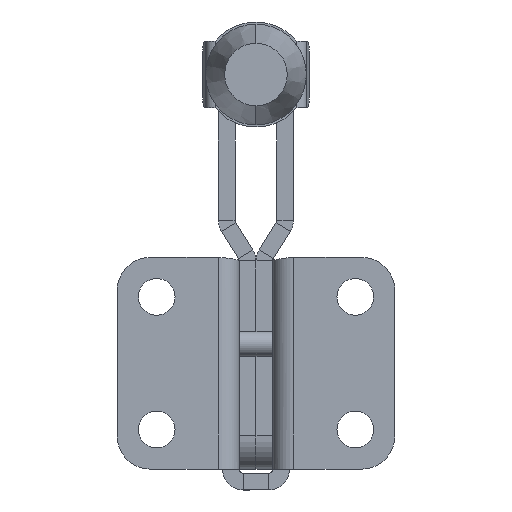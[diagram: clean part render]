
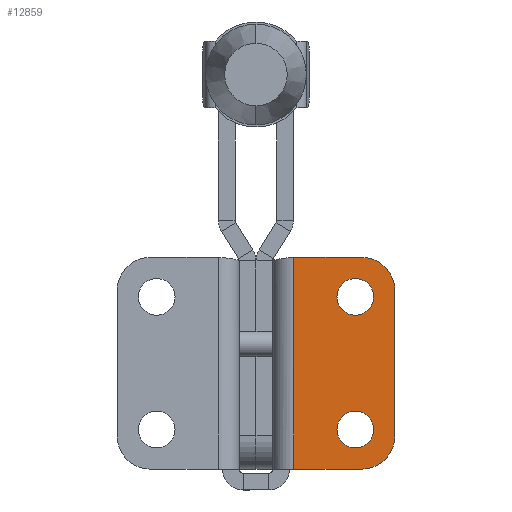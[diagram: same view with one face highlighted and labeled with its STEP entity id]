
A CAD part, front view. The second image highlights one B-rep face of the part: STEP entity #12859.
In plain terms, the highlighted planar face has unit normal (0, -1, 0).
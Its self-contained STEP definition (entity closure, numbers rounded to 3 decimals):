
#571 = EDGE_CURVE ( 'NONE', #26278, #11074, #27178, .T. ) ;
#575 = EDGE_CURVE ( 'NONE', #26274, #10896, #27186, .T. ) ;
#1499 = CARTESIAN_POINT ( 'NONE',  ( 4.5, -2., 0. ) ) ;
#1643 = CARTESIAN_POINT ( 'NONE',  ( 16.65, -2., 4. ) ) ;
#1653 = CARTESIAN_POINT ( 'NONE',  ( 14.1, -2., 4.75 ) ) ;
#1701 = CARTESIAN_POINT ( 'NONE',  ( 16.65, -2., 21.4 ) ) ;
#2410 = CARTESIAN_POINT ( 'NONE',  ( 12.65, -2., 0. ) ) ;
#2424 = CARTESIAN_POINT ( 'NONE',  ( 12.65, -2., 25.4 ) ) ;
#2461 = CARTESIAN_POINT ( 'NONE',  ( 4.5, -2., 25.4 ) ) ;
#2489 = CARTESIAN_POINT ( 'NONE',  ( 14.1, -2., 20.65 ) ) ;
#2612 = EDGE_CURVE ( 'NONE', #10989, #10922, #27333, .T. ) ;
#2614 = EDGE_CURVE ( 'NONE', #11074, #26278, #27336, .T. ) ;
#2615 = EDGE_CURVE ( 'NONE', #10896, #26274, #27338, .T. ) ;
#2616 = EDGE_CURVE ( 'NONE', #10989, #10970, #27339, .T. ) ;
#2617 = EDGE_CURVE ( 'NONE', #10970, #11085, #27334, .T. ) ;
#2618 = EDGE_CURVE ( 'NONE', #11085, #11023, #27342, .T. ) ;
#2619 = EDGE_CURVE ( 'NONE', #11023, #10975, #27343, .T. ) ;
#2620 = EDGE_CURVE ( 'NONE', #10975, #10922, #27345, .T. ) ;
#7655 = DIRECTION ( 'NONE',  ( 0., 1., 0. ) ) ;
#7660 = CARTESIAN_POINT ( 'NONE',  ( 12.65, -2., 21.4 ) ) ;
#7662 = PLANE ( 'NONE',  #17708 ) ;
#7664 = DIRECTION ( 'NONE',  ( -1., 0., 0. ) ) ;
#9580 = DIRECTION ( 'NONE',  ( 0., -1., 0. ) ) ;
#9581 = DIRECTION ( 'NONE',  ( -1., 0., 0. ) ) ;
#9584 = CARTESIAN_POINT ( 'NONE',  ( 12.65, -2., 21.4 ) ) ;
#9585 = DIRECTION ( 'NONE',  ( 0., -1., 0. ) ) ;
#9590 = DIRECTION ( 'NONE',  ( -1., 0., 0. ) ) ;
#9591 = CARTESIAN_POINT ( 'NONE',  ( 4., -2., 25.4 ) ) ;
#9595 = DIRECTION ( 'NONE',  ( -1., 0., 0. ) ) ;
#9596 = CARTESIAN_POINT ( 'NONE',  ( 16.65, -2., 21.4 ) ) ;
#9598 = DIRECTION ( 'NONE',  ( 0., -1., 0. ) ) ;
#9604 = DIRECTION ( 'NONE',  ( 1., 0., 0. ) ) ;
#9605 = DIRECTION ( 'NONE',  ( 1., 0., 0. ) ) ;
#9609 = CARTESIAN_POINT ( 'NONE',  ( 11.9, -2., 20.65 ) ) ;
#9610 = DIRECTION ( 'NONE',  ( 1., 0., 0. ) ) ;
#9612 = DIRECTION ( 'NONE',  ( 0., 0., 1. ) ) ;
#9613 = CARTESIAN_POINT ( 'NONE',  ( 11.9, -2., 4.75 ) ) ;
#9619 = DIRECTION ( 'NONE',  ( 0., -1., 0. ) ) ;
#9620 = CARTESIAN_POINT ( 'NONE',  ( 12.65, -2., 0. ) ) ;
#9653 = CARTESIAN_POINT ( 'NONE',  ( 4.5, -2., 21.4 ) ) ;
#9662 = DIRECTION ( 'NONE',  ( 0., 0., 1. ) ) ;
#9740 = CARTESIAN_POINT ( 'NONE',  ( 12.65, -2., 4. ) ) ;
#10226 = EDGE_LOOP ( 'NONE', ( #20156, #20154, #20152, #20149, #20146, #20144 ) ) ;
#10256 = EDGE_LOOP ( 'NONE', ( #20164, #20162 ) ) ;
#10333 = EDGE_LOOP ( 'NONE', ( #20160, #20158 ) ) ;
#10896 = VERTEX_POINT ( 'NONE', #2489 ) ;
#10922 = VERTEX_POINT ( 'NONE', #2461 ) ;
#10970 = VERTEX_POINT ( 'NONE', #2410 ) ;
#10975 = VERTEX_POINT ( 'NONE', #2424 ) ;
#10989 = VERTEX_POINT ( 'NONE', #1499 ) ;
#11023 = VERTEX_POINT ( 'NONE', #1701 ) ;
#11074 = VERTEX_POINT ( 'NONE', #1653 ) ;
#11085 = VERTEX_POINT ( 'NONE', #1643 ) ;
#11944 = CARTESIAN_POINT ( 'NONE',  ( 9.7, -2., 20.65 ) ) ;
#11946 = CARTESIAN_POINT ( 'NONE',  ( 9.7, -2., 4.75 ) ) ;
#12859 = ADVANCED_FACE ( 'NONE', ( #14484, #14487, #14482 ), #7662, .F. ) ;
#14482 = FACE_OUTER_BOUND ( 'NONE', #10226, .T. ) ;
#14484 = FACE_BOUND ( 'NONE', #10256, .T. ) ;
#14487 = FACE_BOUND ( 'NONE', #10333, .T. ) ;
#16935 = DIRECTION ( 'NONE',  ( 1., 0., 0. ) ) ;
#16936 = DIRECTION ( 'NONE',  ( 0., -1., 0. ) ) ;
#16938 = CARTESIAN_POINT ( 'NONE',  ( 11.9, -2., 20.65 ) ) ;
#16952 = DIRECTION ( 'NONE',  ( 1., 0., 0. ) ) ;
#16955 = DIRECTION ( 'NONE',  ( 0., -1., 0. ) ) ;
#16956 = CARTESIAN_POINT ( 'NONE',  ( 11.9, -2., 4.75 ) ) ;
#17331 = AXIS2_PLACEMENT_3D ( 'NONE', #16956, #16955, #16952 ) ;
#17333 = AXIS2_PLACEMENT_3D ( 'NONE', #16938, #16936, #16935 ) ;
#17366 = AXIS2_PLACEMENT_3D ( 'NONE', #9613, #9619, #9605 ) ;
#17367 = AXIS2_PLACEMENT_3D ( 'NONE', #9609, #9598, #9604 ) ;
#17368 = AXIS2_PLACEMENT_3D ( 'NONE', #9740, #9585, #9590 ) ;
#17369 = AXIS2_PLACEMENT_3D ( 'NONE', #9584, #9580, #9581 ) ;
#17708 = AXIS2_PLACEMENT_3D ( 'NONE', #7660, #7655, #7664 ) ;
#20144 = ORIENTED_EDGE ( 'NONE', *, *, #2620, .T. ) ;
#20146 = ORIENTED_EDGE ( 'NONE', *, *, #2619, .T. ) ;
#20149 = ORIENTED_EDGE ( 'NONE', *, *, #2618, .T. ) ;
#20152 = ORIENTED_EDGE ( 'NONE', *, *, #2617, .T. ) ;
#20154 = ORIENTED_EDGE ( 'NONE', *, *, #2616, .T. ) ;
#20156 = ORIENTED_EDGE ( 'NONE', *, *, #2612, .F. ) ;
#20158 = ORIENTED_EDGE ( 'NONE', *, *, #2615, .F. ) ;
#20160 = ORIENTED_EDGE ( 'NONE', *, *, #575, .F. ) ;
#20162 = ORIENTED_EDGE ( 'NONE', *, *, #2614, .F. ) ;
#20164 = ORIENTED_EDGE ( 'NONE', *, *, #571, .F. ) ;
#26274 = VERTEX_POINT ( 'NONE', #11944 ) ;
#26278 = VERTEX_POINT ( 'NONE', #11946 ) ;
#27178 = CIRCLE ( 'NONE', #17331, 2.2 ) ;
#27186 = CIRCLE ( 'NONE', #17333, 2.2 ) ;
#27333 = LINE ( 'NONE', #9653, #27335 ) ;
#27334 = CIRCLE ( 'NONE', #17368, 4. ) ;
#27335 = VECTOR ( 'NONE', #9662, 1000. ) ;
#27336 = CIRCLE ( 'NONE', #17366, 2.2 ) ;
#27338 = CIRCLE ( 'NONE', #17367, 2.2 ) ;
#27339 = LINE ( 'NONE', #9620, #27341 ) ;
#27341 = VECTOR ( 'NONE', #9610, 1000. ) ;
#27342 = LINE ( 'NONE', #9596, #27344 ) ;
#27343 = CIRCLE ( 'NONE', #17369, 4. ) ;
#27344 = VECTOR ( 'NONE', #9612, 1000. ) ;
#27345 = LINE ( 'NONE', #9591, #27347 ) ;
#27347 = VECTOR ( 'NONE', #9595, 1000. ) ;
